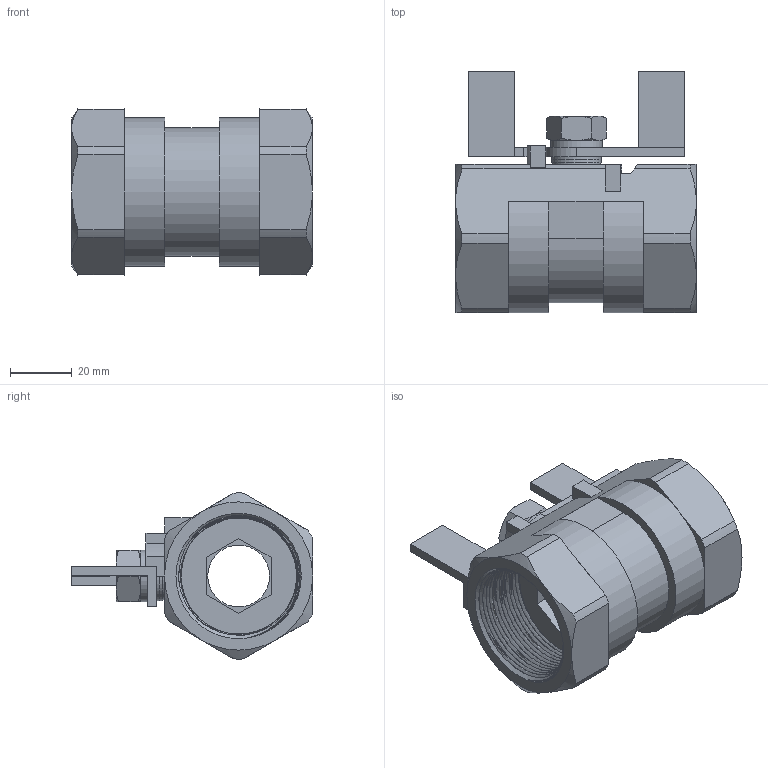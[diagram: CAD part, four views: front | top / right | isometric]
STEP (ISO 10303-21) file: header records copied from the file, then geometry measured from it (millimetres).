
FILE_DESCRIPTION(/* description */ ('Unknown'),/* implementation_level */ '2;1');
FILE_NAME(/* name */ 'V-1K DN32 BW handle',/* time_stamp */ '2020-10-06T08:45:08+08:00',/* author */ ('Unknown'),/* organization */ ('Unknown'),/* preprocessor_version */ 'ST-DEVELOPER v16.7',/* originating_system */ 'DEX',/* authorisation */ $);
FILE_SCHEMA (('AUTOMOTIVE_DESIGN {1 0 10303 214 3 1 1}'));
Length unit declared in the file: millimetre
Products named in the file (1): V-1K DN32 BW handle
Bounding box: 78 x 78.2 x 53.79 mm (x, y, z)
Volume: 91955.7 mm3; surface area: 46079.1 mm2
Topology: 9 solids, 9 shells, 232 faces, 761 edges, 553 vertices
Faces by surface type: plane 105, cylinder 51, bspline 40, cone 36
Full cylindrical faces by diameter (mm): 10 x1, 10.1 x2, 10.2 x1, 15.4 x1, 16 x3, 20 x2, 36.4 x1, 37 x1
Entity records: 24167 total; most frequent: CARTESIAN_POINT 18272, ORIENTED_EDGE 1482, DIRECTION 907, EDGE_CURVE 741, VERTEX_POINT 552, AXIS2_PLACEMENT_3D 330, EDGE_LOOP 265, FACE_BOUND 265
